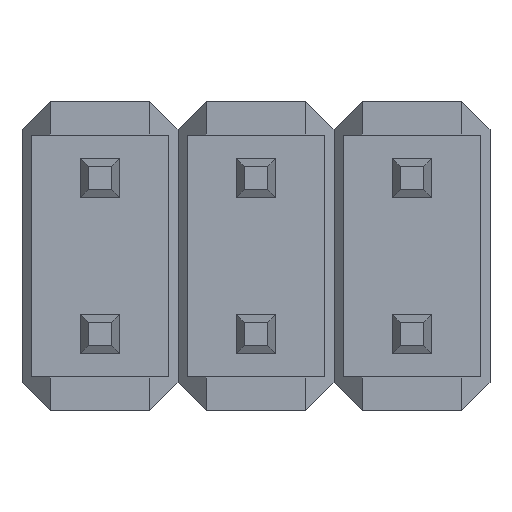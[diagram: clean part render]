
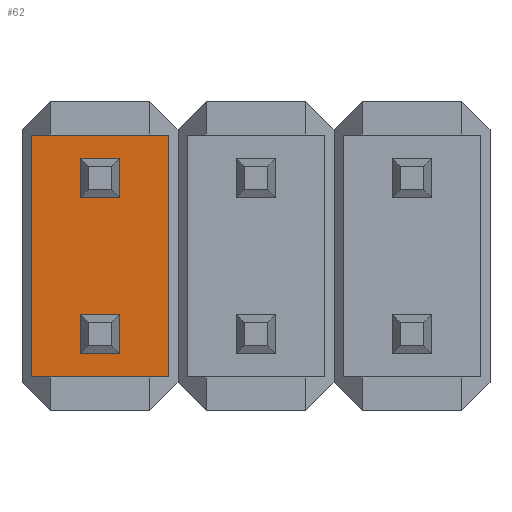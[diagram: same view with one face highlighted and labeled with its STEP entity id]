
A CAD part, front view. The second image highlights one B-rep face of the part: STEP entity #62.
In plain terms, the highlighted planar face has unit normal (0, -1, 0).
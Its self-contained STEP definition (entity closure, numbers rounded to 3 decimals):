
#37 = EDGE_CURVE ( 'NONE', #4392, #4395, #2373, .T. ) ;
#38 = EDGE_CURVE ( 'NONE', #4391, #4390, #2370, .T. ) ;
#39 = EDGE_CURVE ( 'NONE', #4398, #4393, #2367, .T. ) ;
#40 = EDGE_CURVE ( 'NONE', #4394, #4393, #2364, .T. ) ;
#41 = EDGE_CURVE ( 'NONE', #4398, #4397, #2361, .T. ) ;
#42 = EDGE_CURVE ( 'NONE', #4400, #4399, #2355, .T. ) ;
#43 = EDGE_CURVE ( 'NONE', #4397, #4394, #2352, .T. ) ;
#44 = EDGE_CURVE ( 'NONE', #4396, #4399, #2357, .T. ) ;
#45 = EDGE_CURVE ( 'NONE', #4400, #4401, #2379, .T. ) ;
#46 = EDGE_CURVE ( 'NONE', #4401, #4396, #2401, .T. ) ;
#62 = ADVANCED_FACE ( 'NONE', ( #3361, #3208, #3218 ), #1214, .F. ) ;
#250 = DIRECTION ( 'NONE',  ( 0., 0., 1. ) ) ;
#251 = CARTESIAN_POINT ( 'NONE',  ( -0.32, 0.3, -2.86 ) ) ;
#308 = VECTOR ( 'NONE', #2371, 1000. ) ;
#324 = VECTOR ( 'NONE', #2358, 1000. ) ;
#325 = VECTOR ( 'NONE', #2366, 1000. ) ;
#337 = VECTOR ( 'NONE', #2363, 1000. ) ;
#338 = VECTOR ( 'NONE', #2380, 1000. ) ;
#360 = VECTOR ( 'NONE', #250, 1000. ) ;
#361 = VECTOR ( 'NONE', #2402, 1000. ) ;
#371 = VECTOR ( 'NONE', #2356, 1000. ) ;
#393 = VECTOR ( 'NONE', #2360, 1000. ) ;
#395 = VECTOR ( 'NONE', #2353, 1000. ) ;
#455 = EDGE_CURVE ( 'NONE', #4390, #4395, #5468, .T. ) ;
#567 = EDGE_CURVE ( 'NONE', #4392, #4391, #1547, .T. ) ;
#1201 = DIRECTION ( 'NONE',  ( 0., 0., 1. ) ) ;
#1204 = DIRECTION ( 'NONE',  ( 0., 1., 0. ) ) ;
#1205 = CARTESIAN_POINT ( 'NONE',  ( -2.54, 0.3, -3.24 ) ) ;
#1214 = PLANE ( 'NONE',  #3291 ) ;
#1547 = LINE ( 'NONE', #1548, #6721 ) ;
#1548 = CARTESIAN_POINT ( 'NONE',  ( -1.11, 0.3, -3.81 ) ) ;
#1549 = DIRECTION ( 'NONE',  ( 0., 0., 1. ) ) ;
#1942 = CARTESIAN_POINT ( 'NONE',  ( 1.11, 0.3, 0.7 ) ) ;
#1943 = CARTESIAN_POINT ( 'NONE',  ( -1.11, 0.3, 0.7 ) ) ;
#1944 = CARTESIAN_POINT ( 'NONE',  ( -1.11, 0.3, -3.24 ) ) ;
#1945 = CARTESIAN_POINT ( 'NONE',  ( 0., 0.3, 0.32 ) ) ;
#1946 = CARTESIAN_POINT ( 'NONE',  ( -0.32, 0.3, 0.32 ) ) ;
#1947 = CARTESIAN_POINT ( 'NONE',  ( 1.11, 0.3, -3.24 ) ) ;
#1948 = CARTESIAN_POINT ( 'NONE',  ( -0.32, 0.3, -2.22 ) ) ;
#1949 = CARTESIAN_POINT ( 'NONE',  ( -0.32, 0.3, -0.32 ) ) ;
#1950 = CARTESIAN_POINT ( 'NONE',  ( 0., 0.3, -0.32 ) ) ;
#1951 = CARTESIAN_POINT ( 'NONE',  ( 0., 0.3, -2.22 ) ) ;
#1952 = CARTESIAN_POINT ( 'NONE',  ( 0., 0.3, -2.86 ) ) ;
#1953 = CARTESIAN_POINT ( 'NONE',  ( -0.32, 0.3, -2.86 ) ) ;
#2352 = LINE ( 'NONE', #2359, #324 ) ;
#2353 = DIRECTION ( 'NONE',  ( 0., 0., 1. ) ) ;
#2354 = CARTESIAN_POINT ( 'NONE',  ( 0., 0.3, -3.24 ) ) ;
#2355 = LINE ( 'NONE', #2354, #395 ) ;
#2356 = DIRECTION ( 'NONE',  ( -1., 0., 0. ) ) ;
#2357 = LINE ( 'NONE', #2381, #338 ) ;
#2358 = DIRECTION ( 'NONE',  ( 0., 0., 1. ) ) ;
#2359 = CARTESIAN_POINT ( 'NONE',  ( -0.32, 0.3, -0.32 ) ) ;
#2360 = DIRECTION ( 'NONE',  ( 1., 0., 0. ) ) ;
#2361 = LINE ( 'NONE', #2362, #371 ) ;
#2362 = CARTESIAN_POINT ( 'NONE',  ( -0.32, 0.3, -0.32 ) ) ;
#2363 = DIRECTION ( 'NONE',  ( 0., 0., 1. ) ) ;
#2364 = LINE ( 'NONE', #2365, #393 ) ;
#2365 = CARTESIAN_POINT ( 'NONE',  ( 0.32, 0.3, 0.32 ) ) ;
#2366 = DIRECTION ( 'NONE',  ( 1., 0., 0. ) ) ;
#2367 = LINE ( 'NONE', #2368, #337 ) ;
#2368 = CARTESIAN_POINT ( 'NONE',  ( 0., 0.3, -3.24 ) ) ;
#2369 = CARTESIAN_POINT ( 'NONE',  ( -2.54, 0.3, 0.7 ) ) ;
#2370 = LINE ( 'NONE', #2369, #325 ) ;
#2371 = DIRECTION ( 'NONE',  ( 1., 0., 0. ) ) ;
#2372 = CARTESIAN_POINT ( 'NONE',  ( -2.54, 0.3, -3.24 ) ) ;
#2373 = LINE ( 'NONE', #2372, #308 ) ;
#2379 = LINE ( 'NONE', #2403, #361 ) ;
#2380 = DIRECTION ( 'NONE',  ( 1., 0., 0. ) ) ;
#2381 = CARTESIAN_POINT ( 'NONE',  ( 0.32, 0.3, -2.22 ) ) ;
#2401 = LINE ( 'NONE', #251, #360 ) ;
#2402 = DIRECTION ( 'NONE',  ( -1., 0., 0. ) ) ;
#2403 = CARTESIAN_POINT ( 'NONE',  ( -0.32, 0.3, -2.86 ) ) ;
#2547 = ORIENTED_EDGE ( 'NONE', *, *, #567, .F. ) ;
#2551 = ORIENTED_EDGE ( 'NONE', *, *, #37, .T. ) ;
#2552 = ORIENTED_EDGE ( 'NONE', *, *, #38, .F. ) ;
#2553 = ORIENTED_EDGE ( 'NONE', *, *, #455, .F. ) ;
#2554 = ORIENTED_EDGE ( 'NONE', *, *, #45, .T. ) ;
#2555 = ORIENTED_EDGE ( 'NONE', *, *, #42, .F. ) ;
#2556 = ORIENTED_EDGE ( 'NONE', *, *, #46, .T. ) ;
#2557 = ORIENTED_EDGE ( 'NONE', *, *, #39, .F. ) ;
#2558 = ORIENTED_EDGE ( 'NONE', *, *, #43, .T. ) ;
#2559 = ORIENTED_EDGE ( 'NONE', *, *, #44, .T. ) ;
#2560 = ORIENTED_EDGE ( 'NONE', *, *, #41, .T. ) ;
#2561 = ORIENTED_EDGE ( 'NONE', *, *, #40, .T. ) ;
#2774 = EDGE_LOOP ( 'NONE', ( #2553, #2552, #2547, #2551 ) ) ;
#2775 = EDGE_LOOP ( 'NONE', ( #2559, #2555, #2554, #2556 ) ) ;
#2776 = EDGE_LOOP ( 'NONE', ( #2561, #2557, #2560, #2558 ) ) ;
#3208 = FACE_BOUND ( 'NONE', #2775, .T. ) ;
#3218 = FACE_OUTER_BOUND ( 'NONE', #2774, .T. ) ;
#3291 = AXIS2_PLACEMENT_3D ( 'NONE', #1205, #1204, #1201 ) ;
#3361 = FACE_BOUND ( 'NONE', #2776, .T. ) ;
#4390 = VERTEX_POINT ( 'NONE', #1942 ) ;
#4391 = VERTEX_POINT ( 'NONE', #1943 ) ;
#4392 = VERTEX_POINT ( 'NONE', #1944 ) ;
#4393 = VERTEX_POINT ( 'NONE', #1945 ) ;
#4394 = VERTEX_POINT ( 'NONE', #1946 ) ;
#4395 = VERTEX_POINT ( 'NONE', #1947 ) ;
#4396 = VERTEX_POINT ( 'NONE', #1948 ) ;
#4397 = VERTEX_POINT ( 'NONE', #1949 ) ;
#4398 = VERTEX_POINT ( 'NONE', #1950 ) ;
#4399 = VERTEX_POINT ( 'NONE', #1951 ) ;
#4400 = VERTEX_POINT ( 'NONE', #1952 ) ;
#4401 = VERTEX_POINT ( 'NONE', #1953 ) ;
#5468 = LINE ( 'NONE', #5469, #6081 ) ;
#5469 = CARTESIAN_POINT ( 'NONE',  ( 1.11, 0.3, -3.81 ) ) ;
#5470 = DIRECTION ( 'NONE',  ( 0., 0., -1. ) ) ;
#6081 = VECTOR ( 'NONE', #5470, 1000. ) ;
#6721 = VECTOR ( 'NONE', #1549, 1000. ) ;
